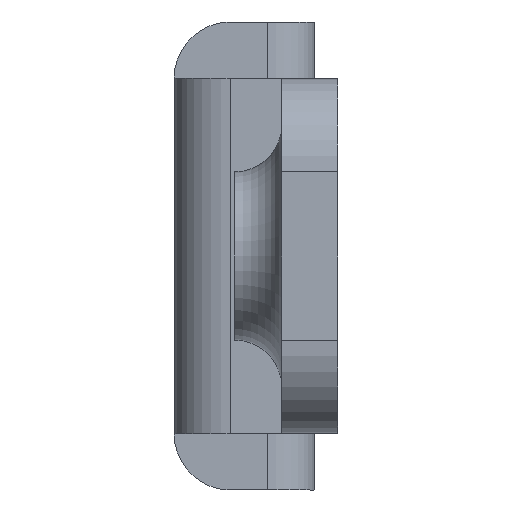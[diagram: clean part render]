
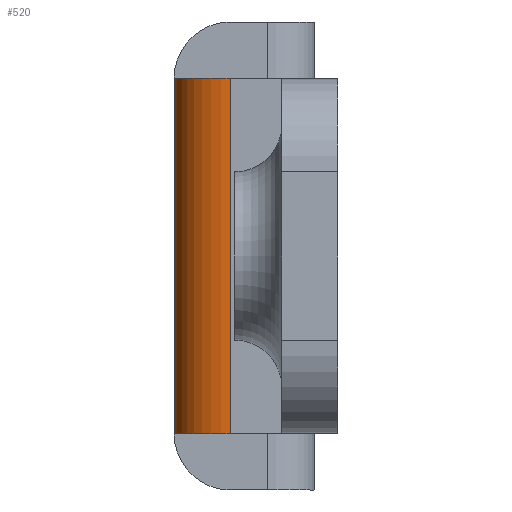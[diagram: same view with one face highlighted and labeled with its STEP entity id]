
A CAD part, left-side view. The second image highlights one B-rep face of the part: STEP entity #520.
In plain terms, the highlighted cylindrical face has radius 1.2 mm (diameter 2.4 mm), a partial arc.
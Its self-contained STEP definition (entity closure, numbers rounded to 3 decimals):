
#13 = CARTESIAN_POINT ( 'NONE',  ( -3.8, 3.5, 3.8 ) ) ;
#23 = CARTESIAN_POINT ( 'NONE',  ( -5., 2.3, 3.8 ) ) ;
#24 = CARTESIAN_POINT ( 'NONE',  ( -5., 2.3, -3.8 ) ) ;
#39 = CARTESIAN_POINT ( 'NONE',  ( -3.8, 3.5, -3.8 ) ) ;
#100 = CARTESIAN_POINT ( 'NONE',  ( -3.8, 2.3, 3.8 ) ) ;
#113 = DIRECTION ( 'NONE',  ( 0., 0., 1. ) ) ;
#114 = DIRECTION ( 'NONE',  ( -1., 0., 0. ) ) ;
#139 = CARTESIAN_POINT ( 'NONE',  ( -3.8, 2.3, -3.8 ) ) ;
#287 = CIRCLE ( 'NONE', #1299, 1.2 ) ;
#312 = CIRCLE ( 'NONE', #1292, 1.2 ) ;
#371 = EDGE_CURVE ( 'NONE', #1870, #1896, #1674, .T. ) ;
#470 = VECTOR ( 'NONE', #1676, 1000. ) ;
#515 = EDGE_CURVE ( 'NONE', #1880, #1881, #973, .T. ) ;
#520 = ADVANCED_FACE ( 'NONE', ( #1205 ), #1210, .T. ) ;
#562 = DIRECTION ( 'NONE',  ( 0., 0., 1. ) ) ;
#563 = DIRECTION ( 'NONE',  ( -1., 0., 0. ) ) ;
#973 = LINE ( 'NONE', #974, #1200 ) ;
#974 = CARTESIAN_POINT ( 'NONE',  ( -5., 2.3, 3.8 ) ) ;
#975 = DIRECTION ( 'NONE',  ( 0., 0., -1. ) ) ;
#990 = CARTESIAN_POINT ( 'NONE',  ( -3.8, 2.3, 3.8 ) ) ;
#991 = DIRECTION ( 'NONE',  ( 0., 0., -1. ) ) ;
#992 = DIRECTION ( 'NONE',  ( -1., 0., 0. ) ) ;
#1200 = VECTOR ( 'NONE', #975, 1000. ) ;
#1205 = FACE_OUTER_BOUND ( 'NONE', #1833, .T. ) ;
#1209 = AXIS2_PLACEMENT_3D ( 'NONE', #990, #991, #992 ) ;
#1210 = CYLINDRICAL_SURFACE ( 'NONE', #1209, 1.2 ) ;
#1292 = AXIS2_PLACEMENT_3D ( 'NONE', #100, #113, #114 ) ;
#1299 = AXIS2_PLACEMENT_3D ( 'NONE', #139, #562, #563 ) ;
#1376 = ORIENTED_EDGE ( 'NONE', *, *, #2245, .T. ) ;
#1377 = ORIENTED_EDGE ( 'NONE', *, *, #515, .F. ) ;
#1379 = ORIENTED_EDGE ( 'NONE', *, *, #371, .T. ) ;
#1674 = LINE ( 'NONE', #1675, #470 ) ;
#1675 = CARTESIAN_POINT ( 'NONE',  ( -3.8, 3.5, 3.8 ) ) ;
#1676 = DIRECTION ( 'NONE',  ( 0., 0., -1. ) ) ;
#1833 = EDGE_LOOP ( 'NONE', ( #1376, #1377, #2023, #1379 ) ) ;
#1870 = VERTEX_POINT ( 'NONE', #13 ) ;
#1880 = VERTEX_POINT ( 'NONE', #23 ) ;
#1881 = VERTEX_POINT ( 'NONE', #24 ) ;
#1896 = VERTEX_POINT ( 'NONE', #39 ) ;
#2023 = ORIENTED_EDGE ( 'NONE', *, *, #2232, .F. ) ;
#2232 = EDGE_CURVE ( 'NONE', #1870, #1880, #312, .T. ) ;
#2245 = EDGE_CURVE ( 'NONE', #1896, #1881, #287, .T. ) ;
